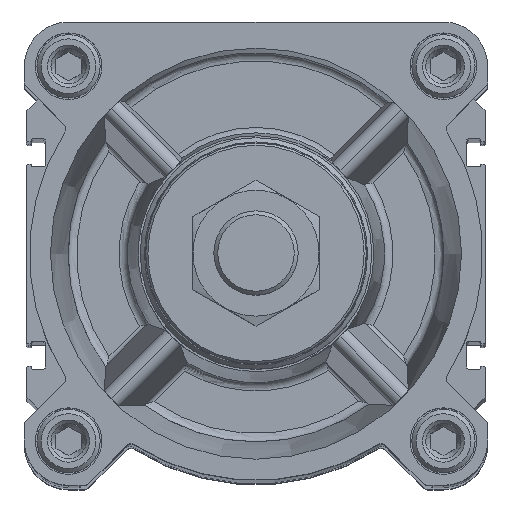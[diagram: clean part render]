
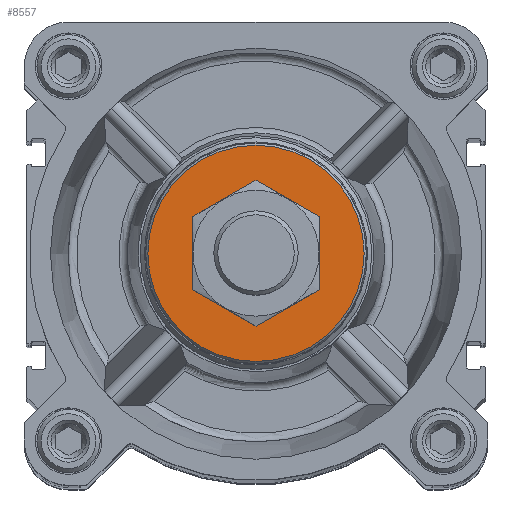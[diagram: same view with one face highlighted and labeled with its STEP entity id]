
A CAD part, top view. The second image highlights one B-rep face of the part: STEP entity #8557.
In plain terms, the highlighted planar face has unit normal (0, 0, 1).
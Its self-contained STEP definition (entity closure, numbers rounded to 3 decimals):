
#1562=PLANE('',#9422);
#1971=CIRCLE('',#9423,25.681);
#1972=CIRCLE('',#9424,12.5);
#3926=ORIENTED_EDGE('',*,*,#5475,.F.);
#3927=ORIENTED_EDGE('',*,*,#5476,.T.);
#5475=EDGE_CURVE('',#6398,#6398,#1971,.T.);
#5476=EDGE_CURVE('',#6399,#6399,#1972,.T.);
#6398=VERTEX_POINT('',#14649);
#6399=VERTEX_POINT('',#14651);
#7106=EDGE_LOOP('',(#3926));
#7107=EDGE_LOOP('',(#3927));
#7751=FACE_BOUND('',#7106,.T.);
#7752=FACE_BOUND('',#7107,.T.);
#8557=ADVANCED_FACE('',(#7751,#7752),#1562,.F.);
#9422=AXIS2_PLACEMENT_3D('',#14647,#11505,#11506);
#9423=AXIS2_PLACEMENT_3D('',#14648,#11507,#11508);
#9424=AXIS2_PLACEMENT_3D('',#14650,#11509,#11510);
#11505=DIRECTION('',(0.,0.,-1.));
#11506=DIRECTION('',(-1.,0.,0.));
#11507=DIRECTION('',(0.,0.,-1.));
#11508=DIRECTION('',(-1.,0.,0.));
#11509=DIRECTION('',(0.,0.,-1.));
#11510=DIRECTION('',(-1.,0.,0.));
#14647=CARTESIAN_POINT('',(0.,0.,38.));
#14648=CARTESIAN_POINT('',(0.,0.,38.));
#14649=CARTESIAN_POINT('',(-25.681,0.,38.));
#14650=CARTESIAN_POINT('',(0.,0.,38.));
#14651=CARTESIAN_POINT('',(-12.5,0.,38.));
